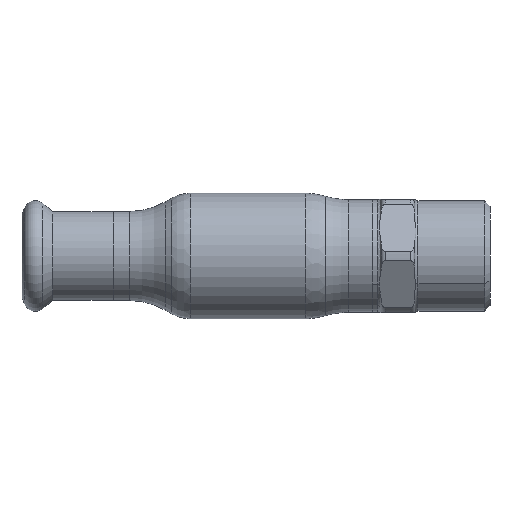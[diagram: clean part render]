
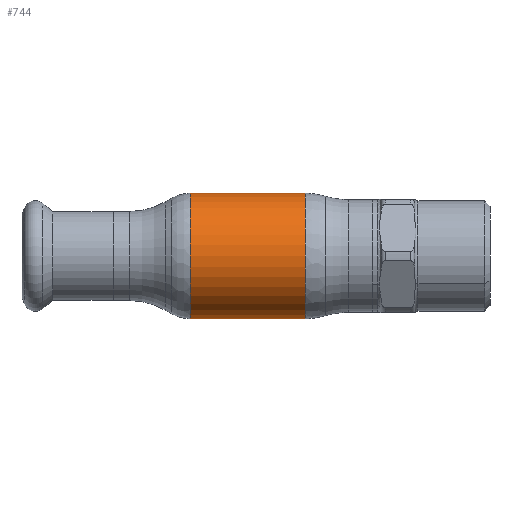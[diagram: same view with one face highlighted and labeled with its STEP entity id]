
A CAD part, front view. The second image highlights one B-rep face of the part: STEP entity #744.
In plain terms, the highlighted cylindrical face has radius 15 mm (diameter 30 mm), a partial arc.
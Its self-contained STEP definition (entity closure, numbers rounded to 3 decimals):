
#305 = EDGE_CURVE ( 'NONE', #54945, #6914, #4821, .T. ) ;
#744 = ADVANCED_FACE ( 'NONE', ( #56995 ), #19646, .T. ) ;
#2779 = CARTESIAN_POINT ( 'NONE',  ( 13.909, 0., -15. ) ) ;
#3256 = DIRECTION ( 'NONE',  ( -1., 0., 0. ) ) ;
#4821 = LINE ( 'NONE', #36906, #16595 ) ;
#6914 = VERTEX_POINT ( 'NONE', #15575 ) ;
#7031 = CARTESIAN_POINT ( 'NONE',  ( -62.69, 0., 0. ) ) ;
#10865 = AXIS2_PLACEMENT_3D ( 'NONE', #25889, #58164, #48336 ) ;
#15575 = CARTESIAN_POINT ( 'NONE',  ( -13.588, 0., 15. ) ) ;
#16253 = CARTESIAN_POINT ( 'NONE',  ( 13.909, 0., 0. ) ) ;
#16595 = VECTOR ( 'NONE', #49156, 1000. ) ;
#16967 = VERTEX_POINT ( 'NONE', #53899 ) ;
#19646 = CYLINDRICAL_SURFACE ( 'NONE', #42084, 15. ) ;
#22156 = CARTESIAN_POINT ( 'NONE',  ( 13.909, 0., 15. ) ) ;
#24146 = LINE ( 'NONE', #46619, #50241 ) ;
#25889 = CARTESIAN_POINT ( 'NONE',  ( -13.588, 0., 0. ) ) ;
#28331 = DIRECTION ( 'NONE',  ( -1., 0., 0. ) ) ;
#30554 = ORIENTED_EDGE ( 'NONE', *, *, #58258, .T. ) ;
#33824 = VERTEX_POINT ( 'NONE', #2779 ) ;
#36692 = CIRCLE ( 'NONE', #10865, 15. ) ;
#36906 = CARTESIAN_POINT ( 'NONE',  ( -62.69, 0., 15. ) ) ;
#37477 = ORIENTED_EDGE ( 'NONE', *, *, #49843, .F. ) ;
#38469 = EDGE_CURVE ( 'NONE', #33824, #16967, #24146, .T. ) ;
#38855 = EDGE_LOOP ( 'NONE', ( #51958, #30554, #45186, #37477 ) ) ;
#39615 = DIRECTION ( 'NONE',  ( 0., 0., 1. ) ) ;
#42084 = AXIS2_PLACEMENT_3D ( 'NONE', #7031, #47478, #43002 ) ;
#43002 = DIRECTION ( 'NONE',  ( 0., 0., 1. ) ) ;
#45186 = ORIENTED_EDGE ( 'NONE', *, *, #305, .T. ) ;
#45963 = CIRCLE ( 'NONE', #47854, 15. ) ;
#46619 = CARTESIAN_POINT ( 'NONE',  ( -62.69, 0., -15. ) ) ;
#47478 = DIRECTION ( 'NONE',  ( -1., 0., 0. ) ) ;
#47854 = AXIS2_PLACEMENT_3D ( 'NONE', #16253, #3256, #39615 ) ;
#48336 = DIRECTION ( 'NONE',  ( 0., 0., 1. ) ) ;
#49156 = DIRECTION ( 'NONE',  ( -1., 0., 0. ) ) ;
#49843 = EDGE_CURVE ( 'NONE', #16967, #6914, #36692, .T. ) ;
#50241 = VECTOR ( 'NONE', #28331, 1000. ) ;
#51958 = ORIENTED_EDGE ( 'NONE', *, *, #38469, .F. ) ;
#53899 = CARTESIAN_POINT ( 'NONE',  ( -13.588, 0., -15. ) ) ;
#54945 = VERTEX_POINT ( 'NONE', #22156 ) ;
#56995 = FACE_OUTER_BOUND ( 'NONE', #38855, .T. ) ;
#58164 = DIRECTION ( 'NONE',  ( -1., 0., 0. ) ) ;
#58258 = EDGE_CURVE ( 'NONE', #33824, #54945, #45963, .T. ) ;
